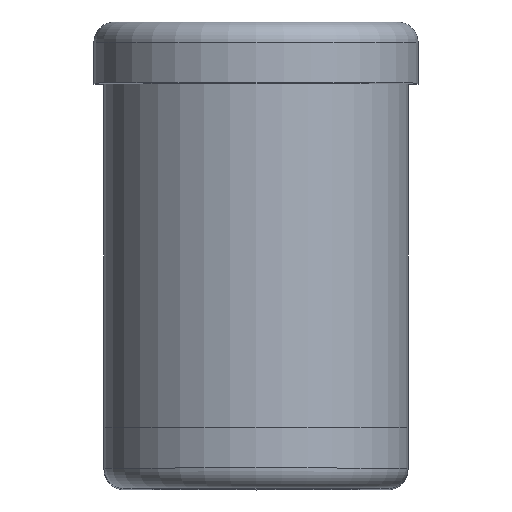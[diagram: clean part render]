
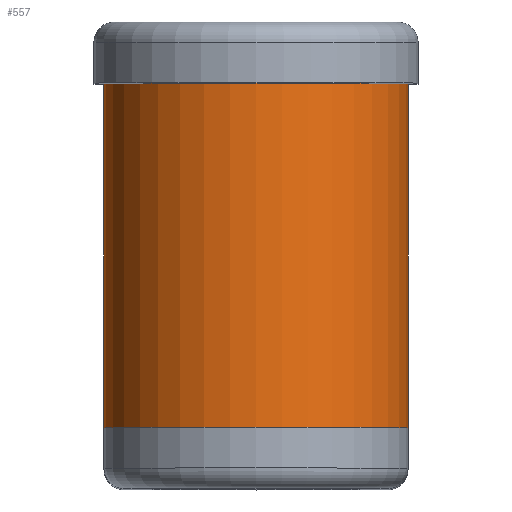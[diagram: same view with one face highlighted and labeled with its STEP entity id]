
A CAD part, top view. The second image highlights one B-rep face of the part: STEP entity #557.
In plain terms, the highlighted cylindrical face has radius 3.75 mm (diameter 7.5 mm), a full revolution.
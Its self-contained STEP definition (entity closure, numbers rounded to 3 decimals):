
#44=CYLINDRICAL_SURFACE('',#646,3.75);
#72=FACE_OUTER_BOUND('',#111,.T.);
#111=EDGE_LOOP('',(#475,#476,#477,#478,#479));
#167=CIRCLE('',#647,3.75);
#168=CIRCLE('',#648,3.75);
#169=CIRCLE('',#649,3.75);
#197=LINE('',#994,#229);
#229=VECTOR('',#823,3.75);
#265=VERTEX_POINT('',#941);
#281=VERTEX_POINT('',#992);
#282=VERTEX_POINT('',#995);
#352=EDGE_CURVE('',#281,#281,#167,.T.);
#353=EDGE_CURVE('',#281,#265,#197,.T.);
#354=EDGE_CURVE('',#282,#265,#168,.T.);
#355=EDGE_CURVE('',#265,#282,#169,.T.);
#475=ORIENTED_EDGE('',*,*,#352,.F.);
#476=ORIENTED_EDGE('',*,*,#353,.T.);
#477=ORIENTED_EDGE('',*,*,#354,.F.);
#478=ORIENTED_EDGE('',*,*,#355,.F.);
#479=ORIENTED_EDGE('',*,*,#353,.F.);
#557=ADVANCED_FACE('',(#72),#44,.T.);
#646=AXIS2_PLACEMENT_3D('',#991,#819,#820);
#647=AXIS2_PLACEMENT_3D('',#993,#821,#822);
#648=AXIS2_PLACEMENT_3D('',#996,#824,#825);
#649=AXIS2_PLACEMENT_3D('',#997,#826,#827);
#819=DIRECTION('center_axis',(0.,1.,0.));
#820=DIRECTION('ref_axis',(-1.,0.,0.));
#821=DIRECTION('center_axis',(0.,1.,0.));
#822=DIRECTION('ref_axis',(-1.,0.,0.));
#823=DIRECTION('',(0.,-1.,0.));
#824=DIRECTION('center_axis',(0.,-1.,0.));
#825=DIRECTION('ref_axis',(-1.,0.,0.));
#826=DIRECTION('center_axis',(0.,-1.,0.));
#827=DIRECTION('ref_axis',(-1.,0.,0.));
#941=CARTESIAN_POINT('',(3.75,6.,0.));
#991=CARTESIAN_POINT('Origin',(0.,6.,0.));
#992=CARTESIAN_POINT('',(3.75,14.5,0.));
#993=CARTESIAN_POINT('Origin',(0.,14.5,0.));
#994=CARTESIAN_POINT('',(3.75,6.,0.));
#995=CARTESIAN_POINT('',(-3.75,6.,0.));
#996=CARTESIAN_POINT('Origin',(0.,6.,0.));
#997=CARTESIAN_POINT('Origin',(0.,6.,0.));
